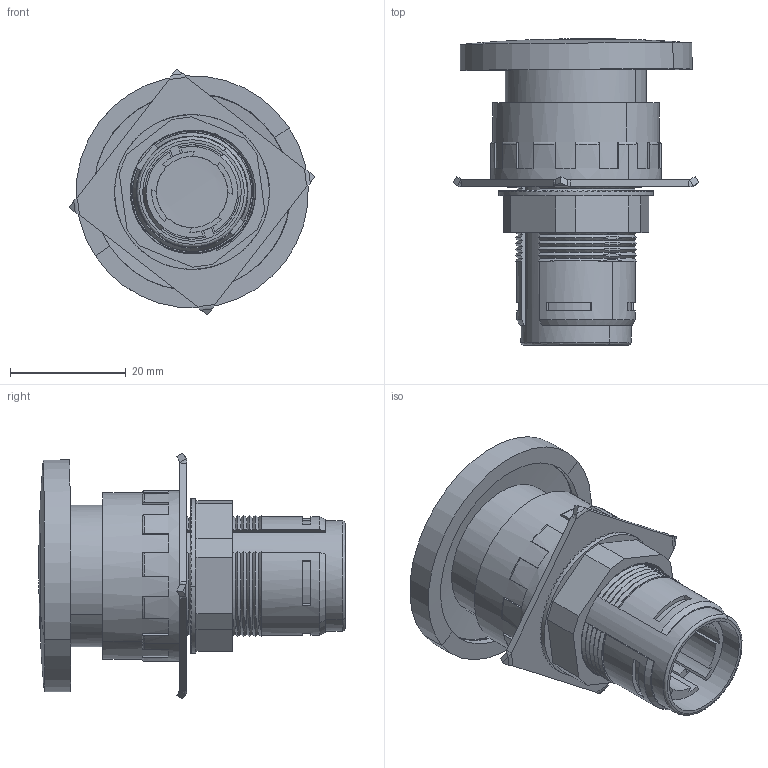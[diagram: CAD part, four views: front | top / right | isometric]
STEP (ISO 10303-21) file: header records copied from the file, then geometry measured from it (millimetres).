
FILE_DESCRIPTION (( 'STEP AP203' ), '1' );
FILE_NAME ('K22-21 N40_1.STEP', '2022-05-09T04:29:34', ( '' ), ( '' ), 'SwSTEP 2.0', 'SolidWorks 2015', '' );
FILE_SCHEMA (( 'CONFIG_CONTROL_DESIGN' ));
Length unit declared in the file: millimetre
Products named in the file (9): PL GUIDE-springA_晦獄 撲薑_1; K22-21 N40_1; PL GUID part_晦獄 撲薑_1; K22 SLEEVE 晦獄_晦獄 撲薑; K22 堅薑葭; N40 LENS_1; FIX WASHER_湀_; pb R65 handle; PL GUIDE-gasket_晦獄 撲薑_1
Assembly tree (8 placements, depth 3):
  K22-21 N40_1
    FIX WASHER_湀_
    pb R65 handle
      PL GUID part_晦獄 撲薑_1
      PL GUIDE-gasket_晦獄 撲薑_1
      PL GUIDE-springA_晦獄 撲薑_1
    K22 SLEEVE 晦獄_晦獄 撲薑
    N40 LENS_1
    K22 堅薑葭
Bounding box: 42.37 x 52.85 x 42.37 mm (x, y, z)
Volume: 16952.7 mm3; surface area: 20188.4 mm2
Topology: 7 solids, 7 shells, 674 faces, 1852 edges, 1203 vertices
Faces by surface type: plane 348, cylinder 181, bspline 122, cone 17, torus 4, sphere 2
Entity records: 26804 total; most frequent: CARTESIAN_POINT 10198, ORIENTED_EDGE 3700, DIRECTION 2952, EDGE_CURVE 1850, VERTEX_POINT 1203, AXIS2_PLACEMENT_3D 1074, VECTOR 804, LINE 804
